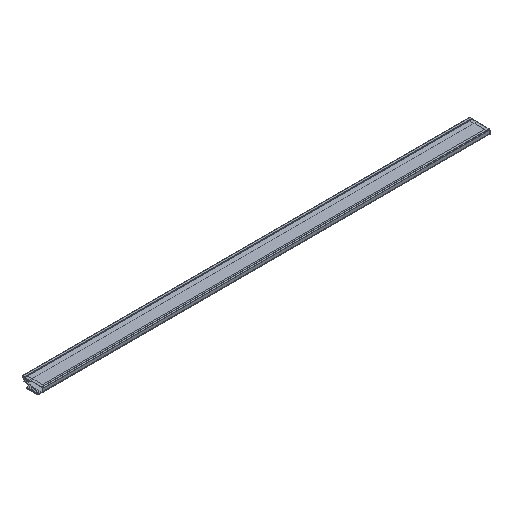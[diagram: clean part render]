
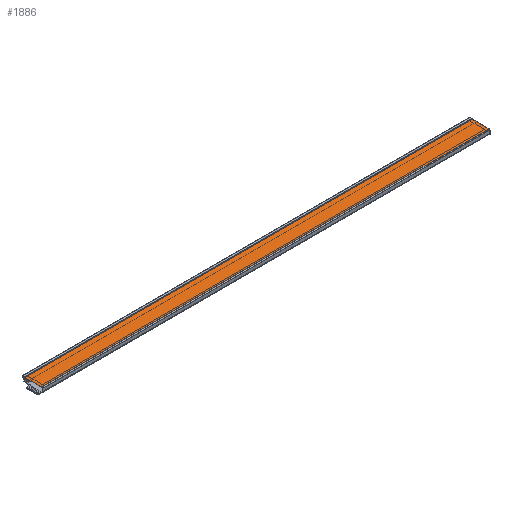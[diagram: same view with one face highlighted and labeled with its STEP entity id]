
A CAD part, isometric view. The second image highlights one B-rep face of the part: STEP entity #1886.
In plain terms, the highlighted planar face has unit normal (0, 0, 1).
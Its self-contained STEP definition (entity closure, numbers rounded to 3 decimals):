
#71 = FACE_OUTER_BOUND ( 'NONE', #327, .T. ) ;
#81 = CARTESIAN_POINT ( 'NONE',  ( 0., 0., 0. ) ) ;
#89 = EDGE_CURVE ( 'NONE', #2336, #2449, #1097, .T. ) ;
#141 = LINE ( 'NONE', #2785, #1260 ) ;
#312 = DIRECTION ( 'NONE',  ( 0., 0., -1. ) ) ;
#327 = EDGE_LOOP ( 'NONE', ( #1514, #628, #990, #444 ) ) ;
#444 = ORIENTED_EDGE ( 'NONE', *, *, #2439, .T. ) ;
#628 = ORIENTED_EDGE ( 'NONE', *, *, #1703, .T. ) ;
#726 = VERTEX_POINT ( 'NONE', #1840 ) ;
#771 = DIRECTION ( 'NONE',  ( 1., 0., 0. ) ) ;
#911 = LINE ( 'NONE', #2065, #2180 ) ;
#990 = ORIENTED_EDGE ( 'NONE', *, *, #1310, .T. ) ;
#1097 = LINE ( 'NONE', #2082, #1727 ) ;
#1260 = VECTOR ( 'NONE', #1890, 1000. ) ;
#1310 = EDGE_CURVE ( 'NONE', #726, #2508, #911, .T. ) ;
#1352 = DIRECTION ( 'NONE',  ( -1., 0., 0. ) ) ;
#1514 = ORIENTED_EDGE ( 'NONE', *, *, #89, .T. ) ;
#1656 = PLANE ( 'NONE',  #2912 ) ;
#1703 = EDGE_CURVE ( 'NONE', #2449, #726, #2901, .T. ) ;
#1727 = VECTOR ( 'NONE', #771, 1000. ) ;
#1840 = CARTESIAN_POINT ( 'NONE',  ( 333.2, 13.4, 0. ) ) ;
#1886 = ADVANCED_FACE ( 'NONE', ( #71 ), #1656, .F. ) ;
#1890 = DIRECTION ( 'NONE',  ( 0., -1., 0. ) ) ;
#1912 = CARTESIAN_POINT ( 'NONE',  ( -2., 13.4, 0. ) ) ;
#2007 = CARTESIAN_POINT ( 'NONE',  ( 333.2, 0., 0. ) ) ;
#2022 = DIRECTION ( 'NONE',  ( 0., 1., 0. ) ) ;
#2065 = CARTESIAN_POINT ( 'NONE',  ( -2., 13.4, 0. ) ) ;
#2082 = CARTESIAN_POINT ( 'NONE',  ( -2., 0.7, 0. ) ) ;
#2180 = VECTOR ( 'NONE', #1352, 1000. ) ;
#2331 = CARTESIAN_POINT ( 'NONE',  ( -2., 0.7, 0. ) ) ;
#2336 = VERTEX_POINT ( 'NONE', #2331 ) ;
#2439 = EDGE_CURVE ( 'NONE', #2508, #2336, #141, .T. ) ;
#2449 = VERTEX_POINT ( 'NONE', #2776 ) ;
#2496 = VECTOR ( 'NONE', #2022, 1000. ) ;
#2508 = VERTEX_POINT ( 'NONE', #1912 ) ;
#2776 = CARTESIAN_POINT ( 'NONE',  ( 333.2, 0.7, 0. ) ) ;
#2785 = CARTESIAN_POINT ( 'NONE',  ( -2., 0., 0. ) ) ;
#2803 = DIRECTION ( 'NONE',  ( -1., 0., 0. ) ) ;
#2901 = LINE ( 'NONE', #2007, #2496 ) ;
#2912 = AXIS2_PLACEMENT_3D ( 'NONE', #81, #312, #2803 ) ;
